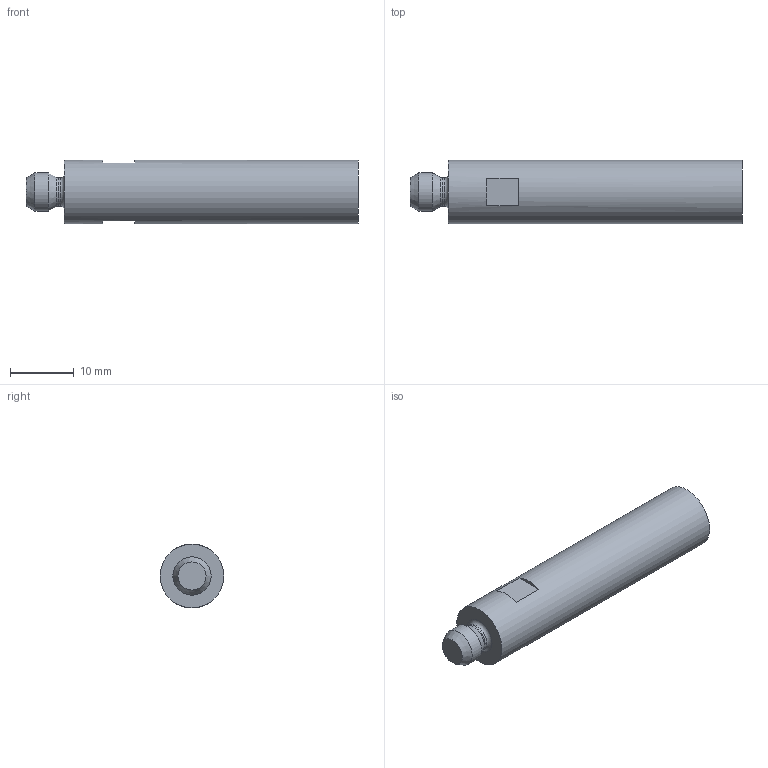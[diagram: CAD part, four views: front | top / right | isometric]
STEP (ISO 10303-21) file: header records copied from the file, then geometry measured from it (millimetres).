
FILE_DESCRIPTION(/* description */ (''),/* implementation_level */ '2;1');
FILE_NAME(/* name */ 'Kicker Eisen_ipt_b8cd86c5.STEP',/* time_stamp */ '2021-11-25T09:42:47-03:00',/* author */ ('rYan'),/* organization */ (''),/* preprocessor_version */ 'ST-DEVELOPER v18.1',/* originating_system */ 'Autodesk Inventor 2020',/* authorisation */ '');
FILE_SCHEMA (('AUTOMOTIVE_DESIGN { 1 0 10303 214 3 1 1 }'));
Length unit declared in the file: millimetre
Products named in the file (1): kicker_mitte
Bounding box: 52 x 10 x 10 mm (x, y, z)
Volume: 3479.1 mm3; surface area: 1914.5 mm2
Topology: 1 solids, 1 shells, 18 faces, 40 edges, 27 vertices
Faces by surface type: plane 9, cylinder 4, cone 3, torus 2
Full cylindrical faces by diameter (mm): 4.4 x1, 4.917 x1, 6 x1, 10 x1
Entity records: 546 total; most frequent: DIRECTION 101, CARTESIAN_POINT 85, ORIENTED_EDGE 78, AXIS2_PLACEMENT_3D 43, EDGE_CURVE 39, VERTEX_POINT 27, CIRCLE 24, EDGE_LOOP 22
